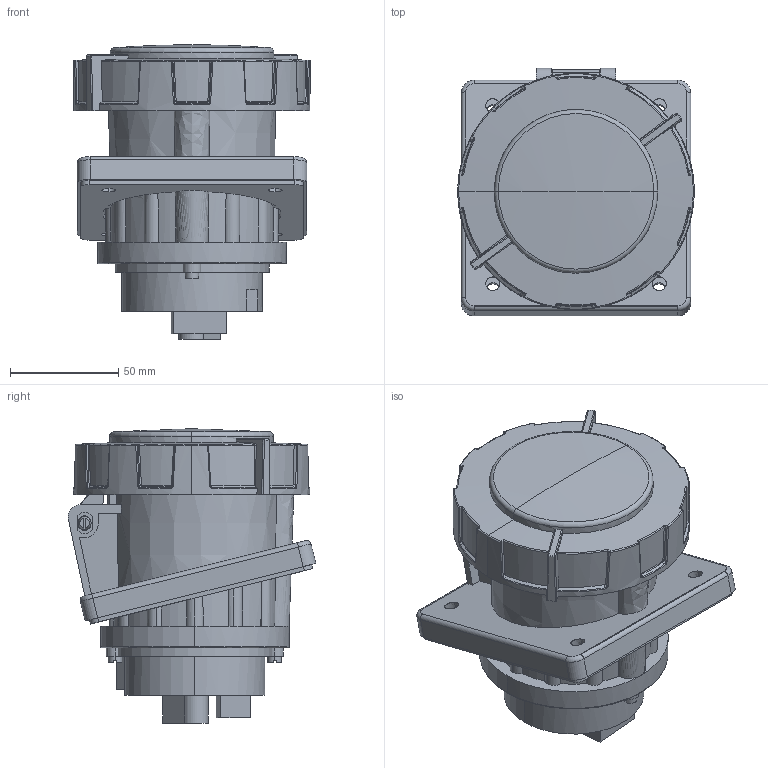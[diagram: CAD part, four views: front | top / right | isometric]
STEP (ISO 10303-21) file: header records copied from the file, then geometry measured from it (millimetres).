
FILE_DESCRIPTION (( 'STEP AP214' ), '1' );
FILE_NAME ('ps-4342-63-380.ÃÌ Ðîçåòêà ñòàöèîíàðíàÿ âíóòðåííÿÿ óãëîâàÿ 4342 3Ð+ÐÅ 63À 380Â IP67 EKF PROxima.STEP', '2025-11-18T11:43:54', ( '' ), ( '' ), 'SwSTEP 2.0', 'SolidWorks 2021', '' );
FILE_SCHEMA (( 'AUTOMOTIVE_DESIGN' ));
Length unit declared in the file: millimetre
Products named in the file (1): ps-4342-63-380.ÃÌ Ðîçåòêà ñòàöèîíàðíàÿ âíóòðåííÿÿ óãëîâàÿ 4342 3Ð+ÐÅ 63À 380Â IP67 EKF PROxima
Bounding box: 109.4 x 114.58 x 136.25 mm (x, y, z)
Volume: 653967.4 mm3; surface area: 143365.9 mm2
Topology: 4 solids, 4 shells, 611 faces, 1565 edges, 991 vertices
Faces by surface type: plane 196, cylinder 183, bspline 123, torus 45, cone 41, sphere 23
Entity records: 28767 total; most frequent: CARTESIAN_POINT 7982, ORIENTED_EDGE 3130, DIRECTION 2759, EDGE_CURVE 1565, AXIS2_PLACEMENT_3D 1107, VERTEX_POINT 991, EDGE_LOOP 664, CIRCLE 618
